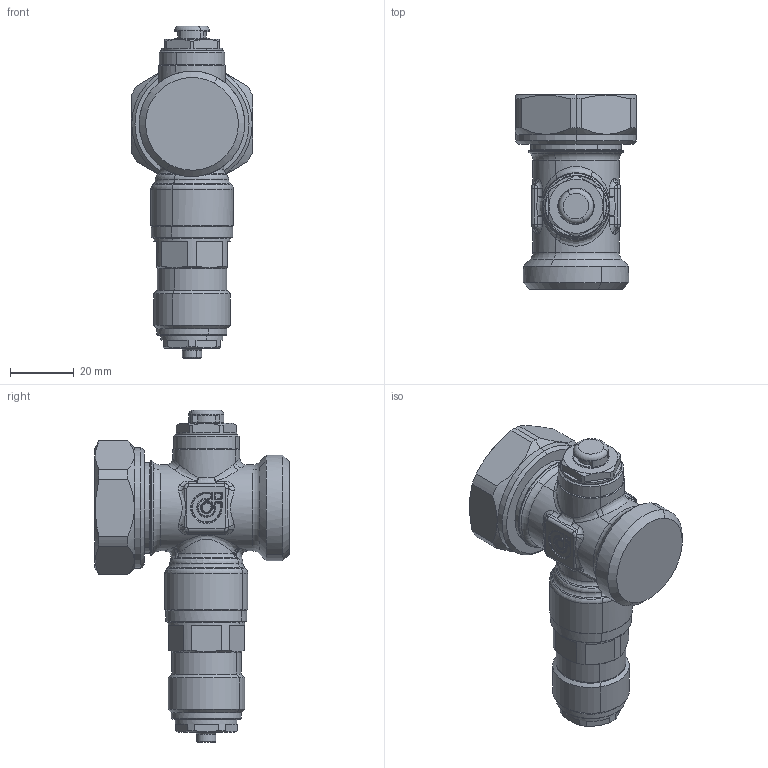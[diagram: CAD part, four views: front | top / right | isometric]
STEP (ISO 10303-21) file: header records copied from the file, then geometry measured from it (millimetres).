
FILE_DESCRIPTION(('CATIA V5 STEP Exchange','CAx-IF Rec.Pracs.--- Model Styling and Organization---1.5--- 2016-08-15','CAx-IF Rec.Pracs.---Supplemental Geometry---1.0---2011-11-01','CAx-IF Rec.Pracs.--- Composite Materials ---3.4---2017-06-13','CAx-IF Rec.Pracs.---Tessellated 3D Geometry---1.0---2015-12-17'),'2;1');
FILE_NAME('STEP_108632_-_TST.stp','2025-07-28T13:00:28+00:00',('none'),('none'),'CATIA Version 5-6 Release 2020 SP5','CATIA V5 STEP AP242 v2','none');
FILE_SCHEMA(('AP242_MANAGED_MODEL_BASED_3D_ENGINEERING_MIM_LF {1 0 10303 442 1 1 4}'));
Length unit declared in the file: millimetre
Products named in the file (1): 108662 - TST
Bounding box: 38 x 61 x 104.15 mm (x, y, z)
Volume: 71069.5 mm3; surface area: 15069.1 mm2
Topology: 1 solids, 1 shells, 499 faces, 1173 edges, 650 vertices
Faces by surface type: cylinder 162, plane 106, bspline 89, cone 60, sphere 42, torus 40
Entity records: 19495 total; most frequent: CARTESIAN_POINT 9879, ORIENTED_EDGE 2262, DIRECTION 1398, EDGE_CURVE 1131, AXIS2_PLACEMENT_3D 736, VERTEX_POINT 650, EDGE_LOOP 515, ADVANCED_FACE 499
